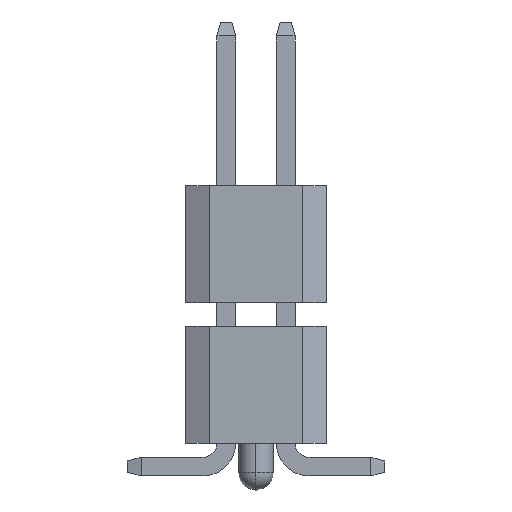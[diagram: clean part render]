
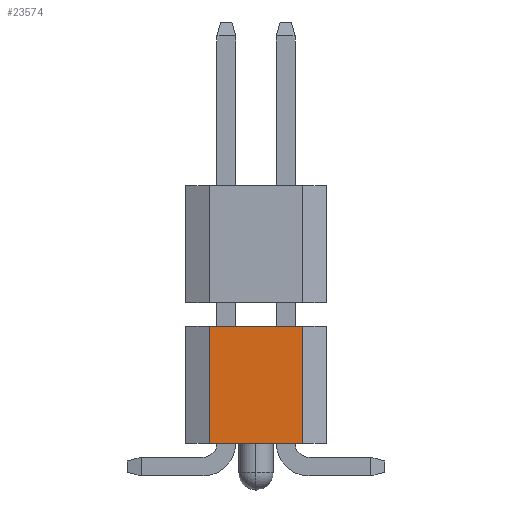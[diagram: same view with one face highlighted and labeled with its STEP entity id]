
A CAD part, left-side view. The second image highlights one B-rep face of the part: STEP entity #23574.
In plain terms, the highlighted planar face has unit normal (-1, 0, 0).
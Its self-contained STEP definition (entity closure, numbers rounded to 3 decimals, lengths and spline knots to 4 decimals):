
#1024 = AXIS2_PLACEMENT_3D ( 'NONE', #9246, #49886, #18352 ) ;
#1365 = EDGE_CURVE ( 'NONE', #26469, #25837, #58298, .T. ) ;
#2203 = EDGE_LOOP ( 'NONE', ( #18305, #55514, #45262, #33827 ) ) ;
#3410 = LINE ( 'NONE', #20769, #17621 ) ;
#6418 = LINE ( 'NONE', #11118, #51894 ) ;
#9246 = CARTESIAN_POINT ( 'NONE',  ( -8.89, -1.5, 2.5 ) ) ;
#11118 = CARTESIAN_POINT ( 'NONE',  ( -8.89, -1.5, 2.5 ) ) ;
#12947 = EDGE_CURVE ( 'NONE', #25837, #40438, #6418, .T. ) ;
#13518 = VERTEX_POINT ( 'NONE', #37196 ) ;
#13825 = DIRECTION ( 'NONE',  ( 0., 0., 1. ) ) ;
#17621 = VECTOR ( 'NONE', #38747, 1000. ) ;
#18026 = VECTOR ( 'NONE', #13825, 1000. ) ;
#18305 = ORIENTED_EDGE ( 'NONE', *, *, #37128, .T. ) ;
#18352 = DIRECTION ( 'NONE',  ( 0., 0., -1. ) ) ;
#20769 = CARTESIAN_POINT ( 'NONE',  ( -8.89, -1.5, 0. ) ) ;
#23574 = ADVANCED_FACE ( 'NONE', ( #36625 ), #36026, .F. ) ;
#24185 = CARTESIAN_POINT ( 'NONE',  ( -8.89, 1., 2.5 ) ) ;
#25345 = LINE ( 'NONE', #52152, #37966 ) ;
#25837 = VERTEX_POINT ( 'NONE', #24185 ) ;
#26004 = EDGE_CURVE ( 'NONE', #13518, #40438, #25345, .T. ) ;
#26469 = VERTEX_POINT ( 'NONE', #38826 ) ;
#29070 = DIRECTION ( 'NONE',  ( 0., -1., 0. ) ) ;
#33827 = ORIENTED_EDGE ( 'NONE', *, *, #1365, .F. ) ;
#36026 = PLANE ( 'NONE',  #1024 ) ;
#36199 = CARTESIAN_POINT ( 'NONE',  ( -8.89, 1., 0. ) ) ;
#36625 = FACE_OUTER_BOUND ( 'NONE', #2203, .T. ) ;
#37128 = EDGE_CURVE ( 'NONE', #26469, #13518, #3410, .T. ) ;
#37196 = CARTESIAN_POINT ( 'NONE',  ( -8.89, -1., 0. ) ) ;
#37966 = VECTOR ( 'NONE', #47443, 1000. ) ;
#38747 = DIRECTION ( 'NONE',  ( 0., -1., 0. ) ) ;
#38826 = CARTESIAN_POINT ( 'NONE',  ( -8.89, 1., 0. ) ) ;
#40438 = VERTEX_POINT ( 'NONE', #41257 ) ;
#41257 = CARTESIAN_POINT ( 'NONE',  ( -8.89, -1., 2.5 ) ) ;
#45262 = ORIENTED_EDGE ( 'NONE', *, *, #12947, .F. ) ;
#47443 = DIRECTION ( 'NONE',  ( 0., 0., 1. ) ) ;
#49886 = DIRECTION ( 'NONE',  ( 1., 0., 0. ) ) ;
#51894 = VECTOR ( 'NONE', #29070, 1000. ) ;
#52152 = CARTESIAN_POINT ( 'NONE',  ( -8.89, -1., 0. ) ) ;
#55514 = ORIENTED_EDGE ( 'NONE', *, *, #26004, .T. ) ;
#58298 = LINE ( 'NONE', #36199, #18026 ) ;
